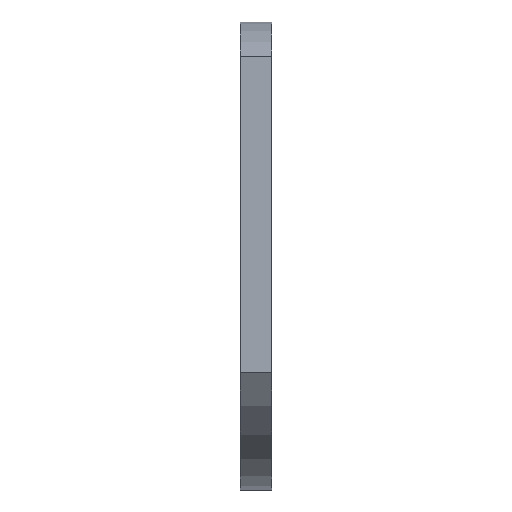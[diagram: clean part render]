
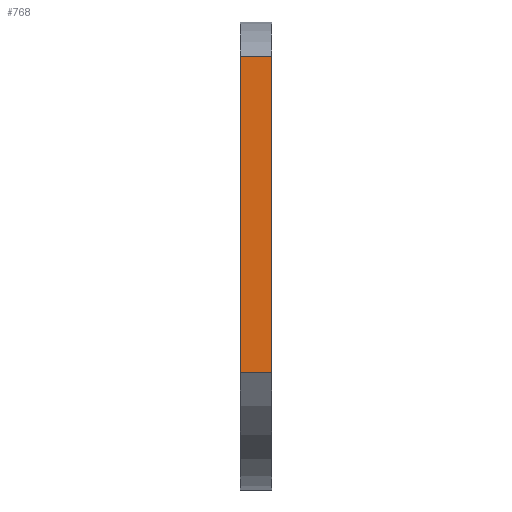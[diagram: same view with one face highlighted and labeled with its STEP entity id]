
A CAD part, left-side view. The second image highlights one B-rep face of the part: STEP entity #768.
In plain terms, the highlighted planar face has unit normal (-1, 0, 0).
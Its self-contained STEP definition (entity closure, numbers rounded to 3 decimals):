
#1 = ORIENTED_EDGE ( 'NONE', *, *, #679, .T. ) ;
#10 = DIRECTION ( 'NONE',  ( 0., 0., -1. ) ) ;
#38 = DIRECTION ( 'NONE',  ( 1., 0., 0. ) ) ;
#89 = CARTESIAN_POINT ( 'NONE',  ( 65., 0., -76.012 ) ) ;
#160 = LINE ( 'NONE', #837, #493 ) ;
#179 = AXIS2_PLACEMENT_3D ( 'NONE', #490, #38, #267 ) ;
#197 = CARTESIAN_POINT ( 'NONE',  ( 65., 2.5, -50.708 ) ) ;
#224 = VERTEX_POINT ( 'NONE', #389 ) ;
#267 = DIRECTION ( 'NONE',  ( 0., 0., -1. ) ) ;
#304 = FACE_OUTER_BOUND ( 'NONE', #867, .T. ) ;
#374 = VERTEX_POINT ( 'NONE', #557 ) ;
#389 = CARTESIAN_POINT ( 'NONE',  ( 65., 0., 0. ) ) ;
#415 = DIRECTION ( 'NONE',  ( 0., -1., 0. ) ) ;
#421 = ORIENTED_EDGE ( 'NONE', *, *, #556, .F. ) ;
#490 = CARTESIAN_POINT ( 'NONE',  ( 65., 0., -50.708 ) ) ;
#493 = VECTOR ( 'NONE', #415, 1000. ) ;
#518 = LINE ( 'NONE', #197, #723 ) ;
#534 = VERTEX_POINT ( 'NONE', #568 ) ;
#542 = LINE ( 'NONE', #89, #562 ) ;
#547 = EDGE_CURVE ( 'NONE', #534, #573, #518, .T. ) ;
#556 = EDGE_CURVE ( 'NONE', #374, #224, #160, .T. ) ;
#557 = CARTESIAN_POINT ( 'NONE',  ( 65., 5., 0. ) ) ;
#562 = VECTOR ( 'NONE', #10, 1000. ) ;
#568 = CARTESIAN_POINT ( 'NONE',  ( 65., 0., -50.708 ) ) ;
#573 = VERTEX_POINT ( 'NONE', #853 ) ;
#599 = VECTOR ( 'NONE', #776, 1000. ) ;
#629 = CARTESIAN_POINT ( 'NONE',  ( 65., 5., -50.708 ) ) ;
#679 = EDGE_CURVE ( 'NONE', #374, #573, #699, .T. ) ;
#682 = PLANE ( 'NONE',  #179 ) ;
#699 = LINE ( 'NONE', #629, #599 ) ;
#718 = DIRECTION ( 'NONE',  ( 0., 1., 0. ) ) ;
#722 = ORIENTED_EDGE ( 'NONE', *, *, #547, .F. ) ;
#723 = VECTOR ( 'NONE', #718, 1000. ) ;
#734 = ORIENTED_EDGE ( 'NONE', *, *, #737, .F. ) ;
#737 = EDGE_CURVE ( 'NONE', #224, #534, #542, .T. ) ;
#768 = ADVANCED_FACE ( 'NONE', ( #304 ), #682, .F. ) ;
#776 = DIRECTION ( 'NONE',  ( 0., 0., -1. ) ) ;
#837 = CARTESIAN_POINT ( 'NONE',  ( 65., 5., 0. ) ) ;
#853 = CARTESIAN_POINT ( 'NONE',  ( 65., 5., -50.708 ) ) ;
#867 = EDGE_LOOP ( 'NONE', ( #1, #722, #734, #421 ) ) ;
